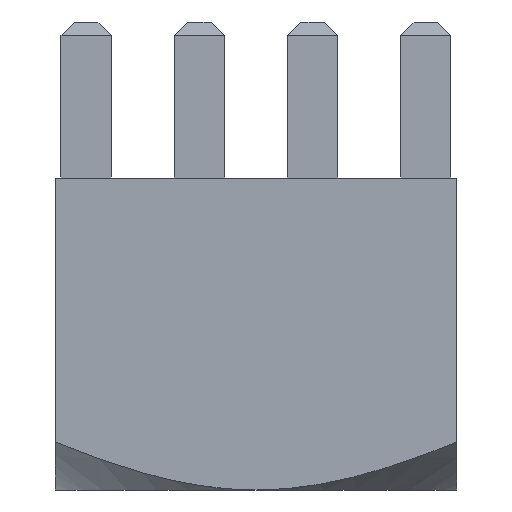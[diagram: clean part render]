
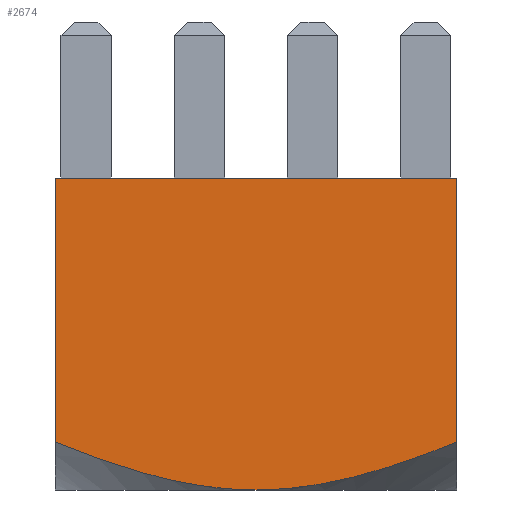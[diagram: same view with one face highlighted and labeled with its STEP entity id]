
A CAD part, left-side view. The second image highlights one B-rep face of the part: STEP entity #2674.
In plain terms, the highlighted planar face has unit normal (-1, 0, 0).
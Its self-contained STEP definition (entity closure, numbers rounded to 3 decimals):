
#459 = CARTESIAN_POINT ( 'NONE',  ( -4.5, -4.5, 7. ) ) ;
#466 = FACE_OUTER_BOUND ( 'NONE', #2955, .T. ) ;
#467 = PLANE ( 'NONE',  #4166 ) ;
#470 = DIRECTION ( 'NONE',  ( 1., 0., 0. ) ) ;
#471 = DIRECTION ( 'NONE',  ( 0., 0., -1. ) ) ;
#995 = VERTEX_POINT ( 'NONE', #2214 ) ;
#1002 = VERTEX_POINT ( 'NONE', #2221 ) ;
#1008 = VERTEX_POINT ( 'NONE', #2227 ) ;
#2042 = B_SPLINE_CURVE_WITH_KNOTS ( 'NONE', 3,
 ( #3954, #3902, #3959, #3960, #3961, #3962, #3963, #3964 ),
 .UNSPECIFIED., .F., .F.,
 ( 4, 2, 2, 4 ),
 ( 0.012, 0.013, 0.014, 0.016 ),
 .UNSPECIFIED. ) ;
#2046 = B_SPLINE_CURVE_WITH_KNOTS ( 'NONE', 3,
 ( #3957, #3958, #3966, #3967, #3968, #3969, #3970, #3971 ),
 .UNSPECIFIED., .F., .F.,
 ( 4, 2, 2, 4 ),
 ( 0.016, 0.018, 0.019, 0.021 ),
 .UNSPECIFIED. ) ;
#2214 = CARTESIAN_POINT ( 'NONE',  ( -4.5, 4.5, 7. ) ) ;
#2221 = CARTESIAN_POINT ( 'NONE',  ( -4.5, -4.5, 7. ) ) ;
#2227 = CARTESIAN_POINT ( 'NONE',  ( -4.5, 0., 0. ) ) ;
#2530 = LINE ( 'NONE', #2538, #4238 ) ;
#2538 = CARTESIAN_POINT ( 'NONE',  ( -4.5, -4.5, 7. ) ) ;
#2539 = DIRECTION ( 'NONE',  ( 0., -1., 0. ) ) ;
#2674 = ADVANCED_FACE ( 'NONE', ( #466 ), #467, .F. ) ;
#2702 = EDGE_CURVE ( 'NONE', #995, #1002, #2530, .T. ) ;
#2758 = VERTEX_POINT ( 'NONE', #4317 ) ;
#2772 = VERTEX_POINT ( 'NONE', #4331 ) ;
#2868 = ORIENTED_EDGE ( 'NONE', *, *, #4113, .F. ) ;
#2869 = ORIENTED_EDGE ( 'NONE', *, *, #2702, .F. ) ;
#2955 = EDGE_LOOP ( 'NONE', ( #3692, #3683, #3693, #2868, #2869 ) ) ;
#3567 = VECTOR ( 'NONE', #3956, 1000. ) ;
#3606 = VECTOR ( 'NONE', #3975, 1000. ) ;
#3683 = ORIENTED_EDGE ( 'NONE', *, *, #4111, .T. ) ;
#3692 = ORIENTED_EDGE ( 'NONE', *, *, #4110, .T. ) ;
#3693 = ORIENTED_EDGE ( 'NONE', *, *, #4112, .T. ) ;
#3902 = CARTESIAN_POINT ( 'NONE',  ( -4.5, 4.14, 0.929 ) ) ;
#3953 = LINE ( 'NONE', #3955, #3567 ) ;
#3954 = CARTESIAN_POINT ( 'NONE',  ( -4.5, 4.5, 1.076 ) ) ;
#3955 = CARTESIAN_POINT ( 'NONE',  ( -4.5, 4.5, 7. ) ) ;
#3956 = DIRECTION ( 'NONE',  ( 0., 0., -1. ) ) ;
#3957 = CARTESIAN_POINT ( 'NONE',  ( -4.5, 0., 0. ) ) ;
#3958 = CARTESIAN_POINT ( 'NONE',  ( -4.5, -0.387, 0. ) ) ;
#3959 = CARTESIAN_POINT ( 'NONE',  ( -4.5, 3.777, 0.79 ) ) ;
#3960 = CARTESIAN_POINT ( 'NONE',  ( -4.5, 3.04, 0.533 ) ) ;
#3961 = CARTESIAN_POINT ( 'NONE',  ( -4.5, 2.667, 0.416 ) ) ;
#3962 = CARTESIAN_POINT ( 'NONE',  ( -4.5, 1.543, 0.121 ) ) ;
#3963 = CARTESIAN_POINT ( 'NONE',  ( -4.5, 0.781, 0. ) ) ;
#3964 = CARTESIAN_POINT ( 'NONE',  ( -4.5, 0., 0. ) ) ;
#3966 = CARTESIAN_POINT ( 'NONE',  ( -4.5, -0.78, 0.03 ) ) ;
#3967 = CARTESIAN_POINT ( 'NONE',  ( -4.5, -1.547, 0.141 ) ) ;
#3968 = CARTESIAN_POINT ( 'NONE',  ( -4.5, -1.925, 0.221 ) ) ;
#3969 = CARTESIAN_POINT ( 'NONE',  ( -4.5, -3.047, 0.516 ) ) ;
#3970 = CARTESIAN_POINT ( 'NONE',  ( -4.5, -3.782, 0.783 ) ) ;
#3971 = CARTESIAN_POINT ( 'NONE',  ( -4.5, -4.5, 1.076 ) ) ;
#3972 = LINE ( 'NONE', #3974, #3606 ) ;
#3974 = CARTESIAN_POINT ( 'NONE',  ( -4.5, -4.5, 7. ) ) ;
#3975 = DIRECTION ( 'NONE',  ( 0., 0., -1. ) ) ;
#4110 = EDGE_CURVE ( 'NONE', #995, #2758, #3953, .T. ) ;
#4111 = EDGE_CURVE ( 'NONE', #2758, #1008, #2042, .T. ) ;
#4112 = EDGE_CURVE ( 'NONE', #1008, #2772, #2046, .T. ) ;
#4113 = EDGE_CURVE ( 'NONE', #1002, #2772, #3972, .T. ) ;
#4166 = AXIS2_PLACEMENT_3D ( 'NONE', #459, #470, #471 ) ;
#4238 = VECTOR ( 'NONE', #2539, 1000. ) ;
#4317 = CARTESIAN_POINT ( 'NONE',  ( -4.5, 4.5, 1.076 ) ) ;
#4331 = CARTESIAN_POINT ( 'NONE',  ( -4.5, -4.5, 1.076 ) ) ;
